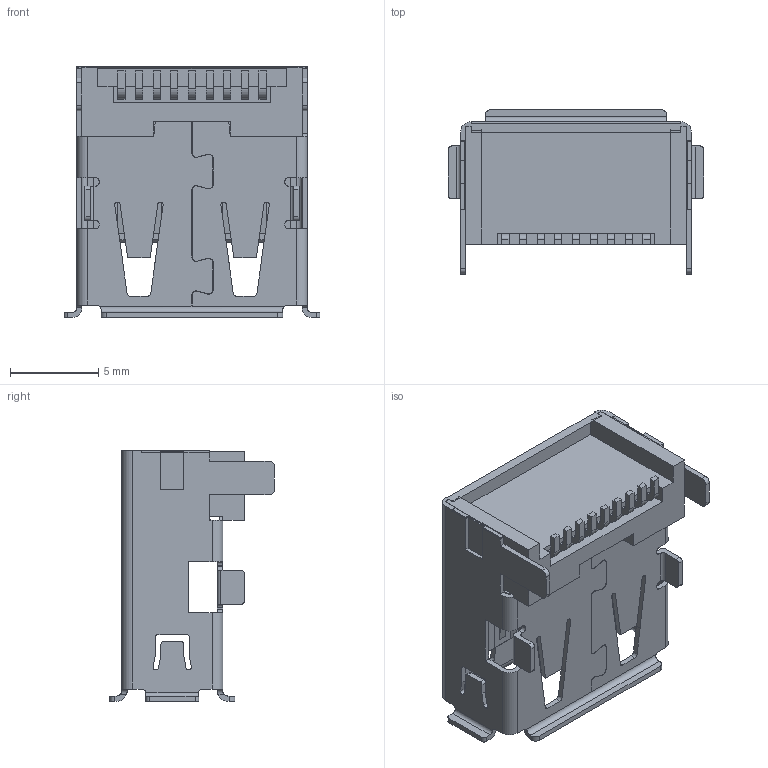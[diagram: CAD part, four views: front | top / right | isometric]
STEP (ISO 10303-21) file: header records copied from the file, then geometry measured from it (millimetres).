
FILE_DESCRIPTION((''),'2;1');
FILE_NAME('U231-091N-4BLRA00-S','2021-12-07T',('髲赽'),(''),'PRO/ENGINEER BY PARAMETRIC TECHNOLOGY CORPORATION, 2010280','PRO/ENGINEER BY PARAMETRIC TECHNOLOGY CORPORATION, 2010280','');
FILE_SCHEMA(('CONFIG_CONTROL_DESIGN'));
Length unit declared in the file: millimetre
Products named in the file (1): U231-091N-4BLRA00-S
Bounding box: 14.5 x 9.34 x 14.22 mm (x, y, z)
Volume: 488.6 mm3; surface area: 1549.9 mm2
Topology: 1 solids, 1 shells, 1137 faces, 3330 edges, 2192 vertices
Faces by surface type: plane 928, cylinder 207, cone 2
Entity records: 37404 total; most frequent: CARTESIAN_POINT 6795, ORIENTED_EDGE 6656, DIRECTION 5982, EDGE_CURVE 3328, VECTOR 2872, LINE 2872, VERTEX_POINT 2192, AXIS2_PLACEMENT_3D 1555
